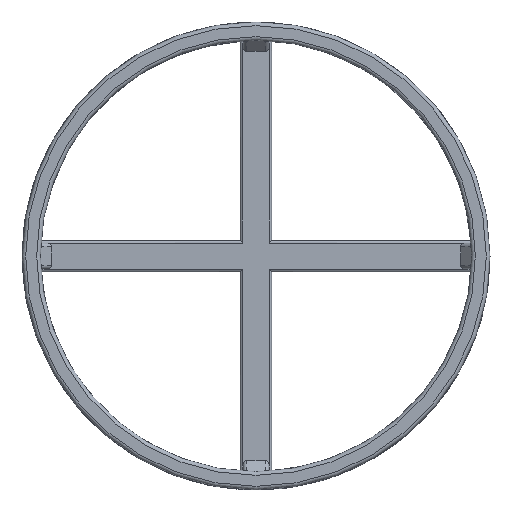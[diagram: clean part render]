
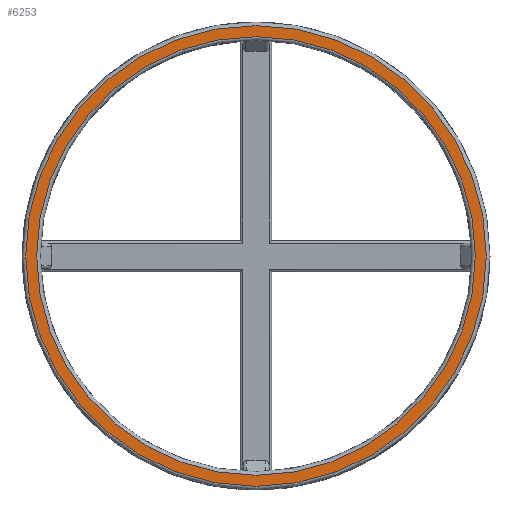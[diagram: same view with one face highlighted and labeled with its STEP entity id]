
A CAD part, top view. The second image highlights one B-rep face of the part: STEP entity #6253.
In plain terms, the highlighted planar face has unit normal (0, 0, 1).
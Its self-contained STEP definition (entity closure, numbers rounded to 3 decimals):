
#496 = TOROIDAL_SURFACE('',#497,59.75,1.);
#497 = AXIS2_PLACEMENT_3D('',#498,#499,#500);
#498 = CARTESIAN_POINT('',(0.,0.,21.));
#499 = DIRECTION('',(0.,0.,1.));
#500 = DIRECTION('',(1.,0.,-0.));
#4736 = VERTEX_POINT('',#4737);
#4737 = CARTESIAN_POINT('',(59.75,0.,22.));
#4757 = EDGE_CURVE('',#4736,#4736,#4758,.T.);
#4758 = SURFACE_CURVE('',#4759,(#4764,#4771),.PCURVE_S1.);
#4759 = CIRCLE('',#4760,59.75);
#4760 = AXIS2_PLACEMENT_3D('',#4761,#4762,#4763);
#4761 = CARTESIAN_POINT('',(0.,0.,22.));
#4762 = DIRECTION('',(0.,0.,1.));
#4763 = DIRECTION('',(1.,0.,-0.));
#4764 = PCURVE('',#496,#4765);
#4765 = DEFINITIONAL_REPRESENTATION('',(#4766),#4770);
#4766 = LINE('',#4767,#4768);
#4767 = CARTESIAN_POINT('',(0.,1.571));
#4768 = VECTOR('',#4769,1.);
#4769 = DIRECTION('',(1.,0.));
#4770 = ( GEOMETRIC_REPRESENTATION_CONTEXT(2) 
PARAMETRIC_REPRESENTATION_CONTEXT() REPRESENTATION_CONTEXT('2D SPACE',''
  ) );
#4771 = PCURVE('',#4772,#4777);
#4772 = PLANE('',#4773);
#4773 = AXIS2_PLACEMENT_3D('',#4774,#4775,#4776);
#4774 = CARTESIAN_POINT('',(0.,0.,22.)
  );
#4775 = DIRECTION('',(0.,0.,1.));
#4776 = DIRECTION('',(1.,0.,-0.));
#4777 = DEFINITIONAL_REPRESENTATION('',(#4778),#4782);
#4778 = CIRCLE('',#4779,59.75);
#4779 = AXIS2_PLACEMENT_2D('',#4780,#4781);
#4780 = CARTESIAN_POINT('',(0.,0.));
#4781 = DIRECTION('',(1.,0.));
#4782 = ( GEOMETRIC_REPRESENTATION_CONTEXT(2) 
PARAMETRIC_REPRESENTATION_CONTEXT() REPRESENTATION_CONTEXT('2D SPACE',''
  ) );
#6253 = ADVANCED_FACE('',(#6254,#6285),#4772,.T.);
#6254 = FACE_BOUND('',#6255,.T.);
#6255 = EDGE_LOOP('',(#6256));
#6256 = ORIENTED_EDGE('',*,*,#6257,.T.);
#6257 = EDGE_CURVE('',#6258,#6258,#6260,.T.);
#6258 = VERTEX_POINT('',#6259);
#6259 = CARTESIAN_POINT('',(62.75,0.,22.));
#6260 = SURFACE_CURVE('',#6261,(#6266,#6273),.PCURVE_S1.);
#6261 = CIRCLE('',#6262,62.75);
#6262 = AXIS2_PLACEMENT_3D('',#6263,#6264,#6265);
#6263 = CARTESIAN_POINT('',(0.,0.,22.));
#6264 = DIRECTION('',(0.,0.,1.));
#6265 = DIRECTION('',(1.,0.,-0.));
#6266 = PCURVE('',#4772,#6267);
#6267 = DEFINITIONAL_REPRESENTATION('',(#6268),#6272);
#6268 = CIRCLE('',#6269,62.75);
#6269 = AXIS2_PLACEMENT_2D('',#6270,#6271);
#6270 = CARTESIAN_POINT('',(0.,0.));
#6271 = DIRECTION('',(1.,0.));
#6272 = ( GEOMETRIC_REPRESENTATION_CONTEXT(2) 
PARAMETRIC_REPRESENTATION_CONTEXT() REPRESENTATION_CONTEXT('2D SPACE',''
  ) );
#6273 = PCURVE('',#6274,#6279);
#6274 = TOROIDAL_SURFACE('',#6275,62.75,1.);
#6275 = AXIS2_PLACEMENT_3D('',#6276,#6277,#6278);
#6276 = CARTESIAN_POINT('',(0.,0.,21.));
#6277 = DIRECTION('',(0.,0.,1.));
#6278 = DIRECTION('',(1.,0.,-0.));
#6279 = DEFINITIONAL_REPRESENTATION('',(#6280),#6284);
#6280 = LINE('',#6281,#6282);
#6281 = CARTESIAN_POINT('',(0.,1.571));
#6282 = VECTOR('',#6283,1.);
#6283 = DIRECTION('',(1.,0.));
#6284 = ( GEOMETRIC_REPRESENTATION_CONTEXT(2) 
PARAMETRIC_REPRESENTATION_CONTEXT() REPRESENTATION_CONTEXT('2D SPACE',''
  ) );
#6285 = FACE_BOUND('',#6286,.T.);
#6286 = EDGE_LOOP('',(#6287));
#6287 = ORIENTED_EDGE('',*,*,#4757,.F.);
